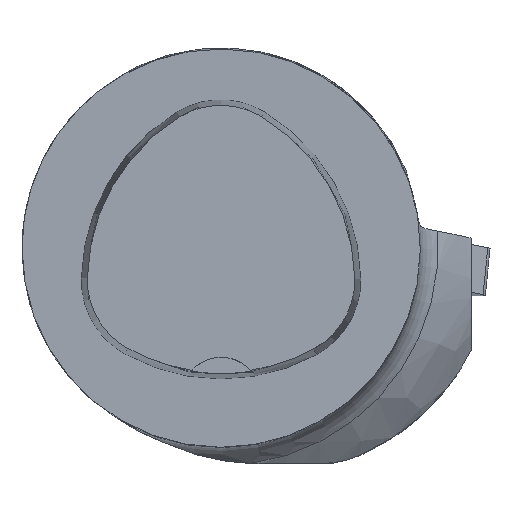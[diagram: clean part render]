
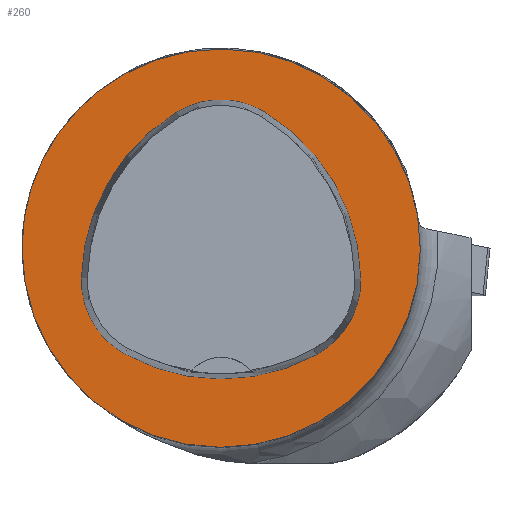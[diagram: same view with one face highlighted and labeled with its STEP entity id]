
A CAD part, top view. The second image highlights one B-rep face of the part: STEP entity #260.
In plain terms, the highlighted planar face has unit normal (0, 0, 1).
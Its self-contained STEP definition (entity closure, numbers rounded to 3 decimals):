
#141=PLANE('',#1369);
#260=ADVANCED_FACE('',(#468,#469),#141,.T.);
#468=FACE_BOUND('',#523,.T.);
#469=FACE_BOUND('',#524,.T.);
#523=EDGE_LOOP('',(#820,#821,#822,#823,#824,#825));
#524=EDGE_LOOP('',(#826));
#554=CIRCLE('',#1285,20.);
#571=CIRCLE('',#1347,20.);
#573=CIRCLE('',#1350,8.5);
#575=CIRCLE('',#1353,20.);
#577=CIRCLE('',#1356,8.5);
#581=CIRCLE('',#1361,20.);
#583=CIRCLE('',#1364,8.5);
#820=ORIENTED_EDGE('',*,*,#1146,.T.);
#821=ORIENTED_EDGE('',*,*,#1126,.T.);
#822=ORIENTED_EDGE('',*,*,#1130,.T.);
#823=ORIENTED_EDGE('',*,*,#1133,.T.);
#824=ORIENTED_EDGE('',*,*,#1136,.T.);
#825=ORIENTED_EDGE('',*,*,#1144,.T.);
#826=ORIENTED_EDGE('',*,*,#1042,.F.);
#935=VERTEX_POINT('',#1814);
#990=VERTEX_POINT('',#2063);
#991=VERTEX_POINT('',#2064);
#994=VERTEX_POINT('',#2072);
#996=VERTEX_POINT('',#2078);
#998=VERTEX_POINT('',#2084);
#1005=VERTEX_POINT('',#2105);
#1042=EDGE_CURVE('',#935,#935,#554,.T.);
#1126=EDGE_CURVE('',#990,#991,#571,.T.);
#1130=EDGE_CURVE('',#991,#994,#573,.T.);
#1133=EDGE_CURVE('',#994,#996,#575,.T.);
#1136=EDGE_CURVE('',#996,#998,#577,.T.);
#1144=EDGE_CURVE('',#998,#1005,#581,.T.);
#1146=EDGE_CURVE('',#1005,#990,#583,.T.);
#1285=AXIS2_PLACEMENT_3D('',#1813,#1448,#1449);
#1347=AXIS2_PLACEMENT_3D('',#2062,#1610,#1611);
#1350=AXIS2_PLACEMENT_3D('',#2071,#1618,#1619);
#1353=AXIS2_PLACEMENT_3D('',#2077,#1625,#1626);
#1356=AXIS2_PLACEMENT_3D('',#2083,#1632,#1633);
#1361=AXIS2_PLACEMENT_3D('',#2106,#1644,#1645);
#1364=AXIS2_PLACEMENT_3D('',#2109,#1650,#1651);
#1369=AXIS2_PLACEMENT_3D('',#2114,#1660,#1661);
#1448=DIRECTION('',(0.,0.,-1.));
#1449=DIRECTION('',(-1.,0.,0.));
#1610=DIRECTION('',(0.,0.,-1.));
#1611=DIRECTION('',(-1.,0.,0.));
#1618=DIRECTION('',(0.,0.,-1.));
#1619=DIRECTION('',(-1.,0.,0.));
#1625=DIRECTION('',(0.,0.,-1.));
#1626=DIRECTION('',(-1.,0.,0.));
#1632=DIRECTION('',(0.,0.,-1.));
#1633=DIRECTION('',(-1.,0.,0.));
#1644=DIRECTION('',(0.,0.,-1.));
#1645=DIRECTION('',(-1.,0.,0.));
#1650=DIRECTION('',(0.,0.,-1.));
#1651=DIRECTION('',(-1.,0.,0.));
#1660=DIRECTION('',(0.,0.,1.));
#1661=DIRECTION('',(1.,0.,0.));
#1813=CARTESIAN_POINT('',(0.,0.,0.));
#1814=CARTESIAN_POINT('',(-20.,0.,0.));
#2062=CARTESIAN_POINT('',(5.955,-3.414,0.));
#2063=CARTESIAN_POINT('',(-14.041,-3.042,0.));
#2064=CARTESIAN_POINT('',(-4.472,13.653,0.));
#2071=CARTESIAN_POINT('',(-0.04,6.4,0.));
#2072=CARTESIAN_POINT('',(4.347,13.68,0.));
#2077=CARTESIAN_POINT('',(-5.976,-3.45,0.));
#2078=CARTESIAN_POINT('',(14.021,-3.075,0.));
#2083=CARTESIAN_POINT('',(5.522,-3.235,0.));
#2084=CARTESIAN_POINT('',(9.588,-10.699,0.));
#2105=CARTESIAN_POINT('',(-9.655,-10.639,0.));
#2106=CARTESIAN_POINT('',(0.022,6.864,0.));
#2109=CARTESIAN_POINT('',(-5.543,-3.2,0.));
#2114=CARTESIAN_POINT('',(0.,0.,0.));
